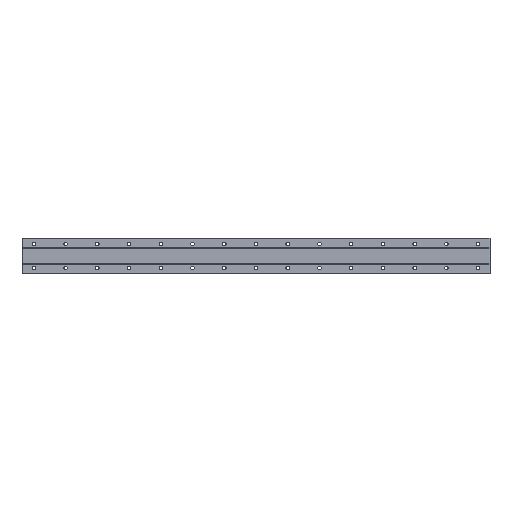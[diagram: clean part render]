
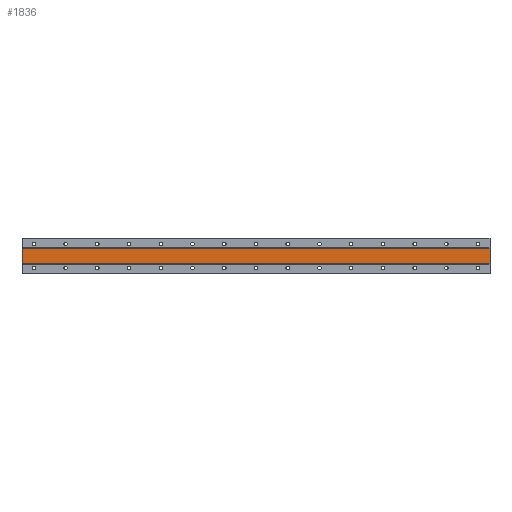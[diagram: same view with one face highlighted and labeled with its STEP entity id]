
A CAD part, front view. The second image highlights one B-rep face of the part: STEP entity #1836.
In plain terms, the highlighted planar face has unit normal (0, -1, 0).
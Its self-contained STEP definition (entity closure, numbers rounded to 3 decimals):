
#83 = CARTESIAN_POINT ( 'NONE',  ( 1150., 1., 20. ) ) ;
#199 = CARTESIAN_POINT ( 'NONE',  ( 1150., 1., -20. ) ) ;
#718 = VECTOR ( 'NONE', #953, 1000. ) ;
#929 = DIRECTION ( 'NONE',  ( 1., 0., 0. ) ) ;
#953 = DIRECTION ( 'NONE',  ( 0., 0., 1. ) ) ;
#1120 = PLANE ( 'NONE',  #2448 ) ;
#1358 = LINE ( 'NONE', #5296, #3492 ) ;
#1398 = LINE ( 'NONE', #1487, #718 ) ;
#1487 = CARTESIAN_POINT ( 'NONE',  ( -30., 1., 20. ) ) ;
#1525 = FACE_OUTER_BOUND ( 'NONE', #1648, .T. ) ;
#1648 = EDGE_LOOP ( 'NONE', ( #5078, #5660, #5317, #2366 ) ) ;
#1755 = VECTOR ( 'NONE', #2483, 1000. ) ;
#1836 = ADVANCED_FACE ( 'NONE', ( #1525 ), #1120, .F. ) ;
#2238 = LINE ( 'NONE', #4839, #3959 ) ;
#2366 = ORIENTED_EDGE ( 'NONE', *, *, #4189, .F. ) ;
#2448 = AXIS2_PLACEMENT_3D ( 'NONE', #5590, #3857, #3421 ) ;
#2483 = DIRECTION ( 'NONE',  ( -1., 0., 0. ) ) ;
#2605 = VERTEX_POINT ( 'NONE', #4740 ) ;
#2707 = EDGE_CURVE ( 'NONE', #2765, #3151, #1358, .T. ) ;
#2765 = VERTEX_POINT ( 'NONE', #83 ) ;
#2889 = CARTESIAN_POINT ( 'NONE',  ( 1150., 1., -20. ) ) ;
#3052 = DIRECTION ( 'NONE',  ( 0., 0., -1. ) ) ;
#3151 = VERTEX_POINT ( 'NONE', #2889 ) ;
#3321 = EDGE_CURVE ( 'NONE', #2605, #2765, #2238, .T. ) ;
#3421 = DIRECTION ( 'NONE',  ( 0., 0., 1. ) ) ;
#3492 = VECTOR ( 'NONE', #3052, 1000. ) ;
#3844 = VERTEX_POINT ( 'NONE', #4508 ) ;
#3857 = DIRECTION ( 'NONE',  ( 0., 1., 0. ) ) ;
#3959 = VECTOR ( 'NONE', #929, 1000. ) ;
#4189 = EDGE_CURVE ( 'NONE', #3844, #2605, #1398, .T. ) ;
#4508 = CARTESIAN_POINT ( 'NONE',  ( -30., 1., -20. ) ) ;
#4606 = LINE ( 'NONE', #199, #1755 ) ;
#4740 = CARTESIAN_POINT ( 'NONE',  ( -30., 1., 20. ) ) ;
#4839 = CARTESIAN_POINT ( 'NONE',  ( 1150., 1., 20. ) ) ;
#4960 = EDGE_CURVE ( 'NONE', #3151, #3844, #4606, .T. ) ;
#5078 = ORIENTED_EDGE ( 'NONE', *, *, #4960, .F. ) ;
#5296 = CARTESIAN_POINT ( 'NONE',  ( 1150., 1., 20. ) ) ;
#5317 = ORIENTED_EDGE ( 'NONE', *, *, #3321, .F. ) ;
#5590 = CARTESIAN_POINT ( 'NONE',  ( 1150., 1., 20. ) ) ;
#5660 = ORIENTED_EDGE ( 'NONE', *, *, #2707, .F. ) ;
